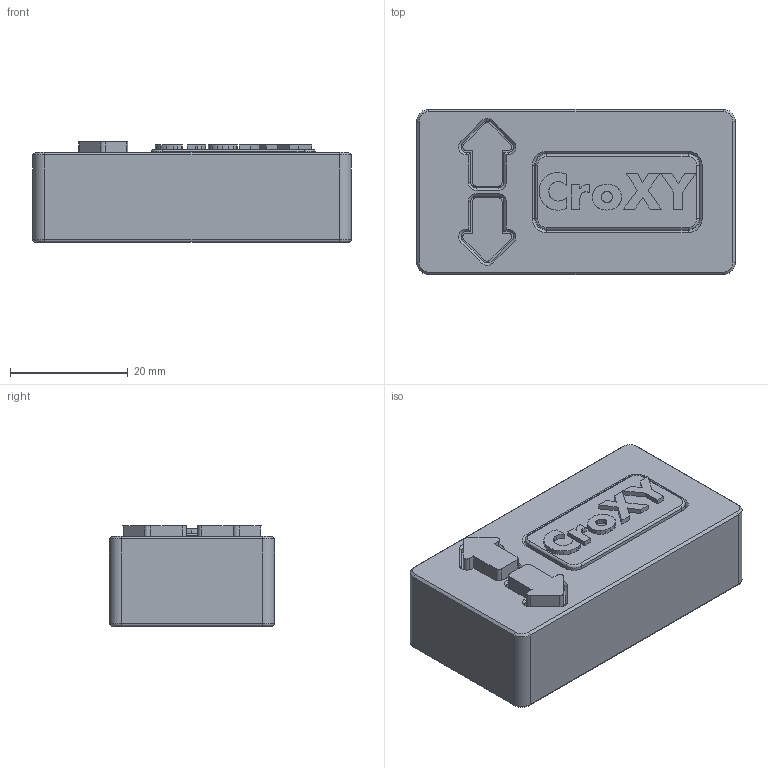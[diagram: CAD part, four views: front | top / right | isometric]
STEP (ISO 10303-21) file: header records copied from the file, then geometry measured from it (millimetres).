
FILE_DESCRIPTION(/* description */ (''),/* implementation_level */ '2;1');
FILE_NAME(/* name */ 'AB-CroXY-Switch_Nameplate-X.stp',/* time_stamp */ '2020-09-26T20:22:16-07:00',/* author */ (''),/* organization */ (''),/* preprocessor_version */ 'ST-DEVELOPER v18.1',/* originating_system */ 'Autodesk Translation Framework v9.3.0.1241',/* authorisation */ '');
FILE_SCHEMA (('AUTOMOTIVE_DESIGN { 1 0 10303 214 3 1 1 }'));
Length unit declared in the file: millimetre
Products named in the file (3): FusionComponent; Arrow; Arrow Mirror
Assembly tree (2 placements, depth 2):
  FusionComponent
    Arrow
    Arrow Mirror
Bounding box: 54 x 28 x 17 mm (x, y, z)
Volume: 14540.7 mm3; surface area: 14950.9 mm2
Topology: 6 solids, 6 shells, 378 faces, 998 edges, 642 vertices
Faces by surface type: plane 230, bspline 60, cylinder 54, cone 24, torus 10
Full cylindrical faces by diameter (mm): 2.8 x2
Entity records: 12217 total; most frequent: CARTESIAN_POINT 3046, ORIENTED_EDGE 1992, DIRECTION 1663, EDGE_CURVE 996, LINE 735, VECTOR 735, VERTEX_POINT 642, AXIS2_PLACEMENT_3D 464
